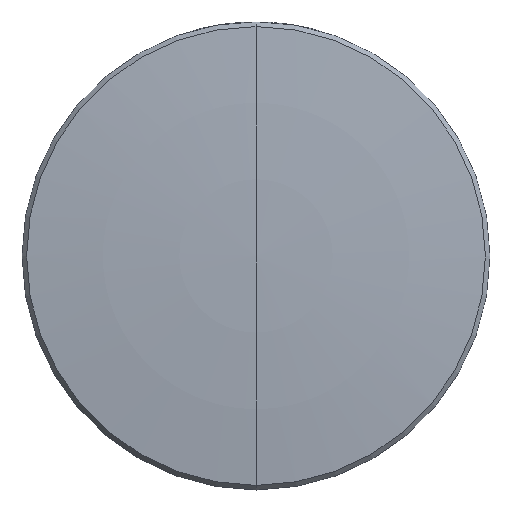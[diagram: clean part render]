
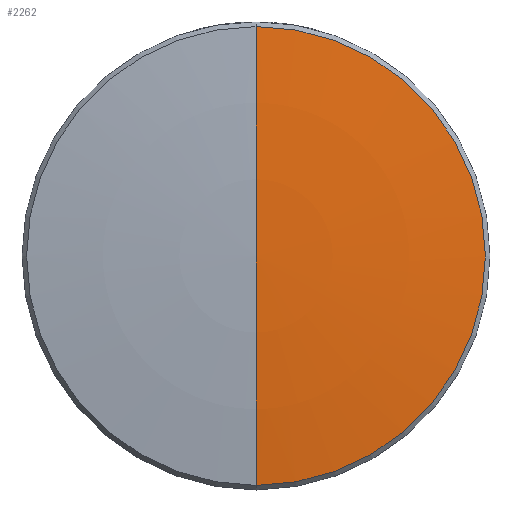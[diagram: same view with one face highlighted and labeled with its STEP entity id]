
A CAD part, top view. The second image highlights one B-rep face of the part: STEP entity #2262.
In plain terms, the highlighted toroidal (fillet/blend) face has major radius 0.03 mm and minor radius 115.02 mm.
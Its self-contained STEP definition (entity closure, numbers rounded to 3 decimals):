
#186 = DIRECTION ( 'NONE',  ( 1., 0., 0. ) ) ;
#322 = EDGE_LOOP ( 'NONE', ( #2195, #1941, #2237 ) ) ;
#354 = VERTEX_POINT ( 'NONE', #1911 ) ;
#370 = DIRECTION ( 'NONE',  ( 0., 0., 1. ) ) ;
#509 = AXIS2_PLACEMENT_3D ( 'NONE', #1966, #2160, #798 ) ;
#798 = DIRECTION ( 'NONE',  ( 0., 0., 1. ) ) ;
#904 = CARTESIAN_POINT ( 'NONE',  ( 0., 0., 2.7 ) ) ;
#955 = AXIS2_PLACEMENT_3D ( 'NONE', #1943, #370, #1359 ) ;
#1053 = CARTESIAN_POINT ( 'NONE',  ( 0., -12.452, 2.027 ) ) ;
#1082 = EDGE_CURVE ( 'NONE', #1412, #2109, #2178, .T. ) ;
#1191 = FACE_OUTER_BOUND ( 'NONE', #322, .T. ) ;
#1267 = CIRCLE ( 'NONE', #509, 115.02 ) ;
#1314 = DIRECTION ( 'NONE',  ( 0., 1., 0. ) ) ;
#1359 = DIRECTION ( 'NONE',  ( 0., 1., 0. ) ) ;
#1412 = VERTEX_POINT ( 'NONE', #904 ) ;
#1420 = AXIS2_PLACEMENT_3D ( 'NONE', #1591, #186, #1584 ) ;
#1500 = CARTESIAN_POINT ( 'NONE',  ( 0., 0., -112.32 ) ) ;
#1584 = DIRECTION ( 'NONE',  ( 0., 1., 0. ) ) ;
#1591 = CARTESIAN_POINT ( 'NONE',  ( 0., -0.03, -112.32 ) ) ;
#1911 = CARTESIAN_POINT ( 'NONE',  ( 0., 12.452, 2.027 ) ) ;
#1914 = AXIS2_PLACEMENT_3D ( 'NONE', #1500, #2047, #1314 ) ;
#1941 = ORIENTED_EDGE ( 'NONE', *, *, #1082, .T. ) ;
#1943 = CARTESIAN_POINT ( 'NONE',  ( 0., 0., 2.027 ) ) ;
#1945 = TOROIDAL_SURFACE ( 'NONE', #1914, 0.03, 115.02 ) ;
#1966 = CARTESIAN_POINT ( 'NONE',  ( 0., 0.03, -112.32 ) ) ;
#2022 = EDGE_CURVE ( 'NONE', #1412, #354, #1267, .T. ) ;
#2047 = DIRECTION ( 'NONE',  ( 0., 0., -1. ) ) ;
#2109 = VERTEX_POINT ( 'NONE', #1053 ) ;
#2160 = DIRECTION ( 'NONE',  ( -1., 0., 0. ) ) ;
#2178 = CIRCLE ( 'NONE', #1420, 115.02 ) ;
#2195 = ORIENTED_EDGE ( 'NONE', *, *, #2022, .F. ) ;
#2237 = ORIENTED_EDGE ( 'NONE', *, *, #2462, .T. ) ;
#2262 = ADVANCED_FACE ( 'NONE', ( #1191 ), #1945, .T. ) ;
#2284 = CIRCLE ( 'NONE', #955, 12.452 ) ;
#2462 = EDGE_CURVE ( 'NONE', #2109, #354, #2284, .T. ) ;
